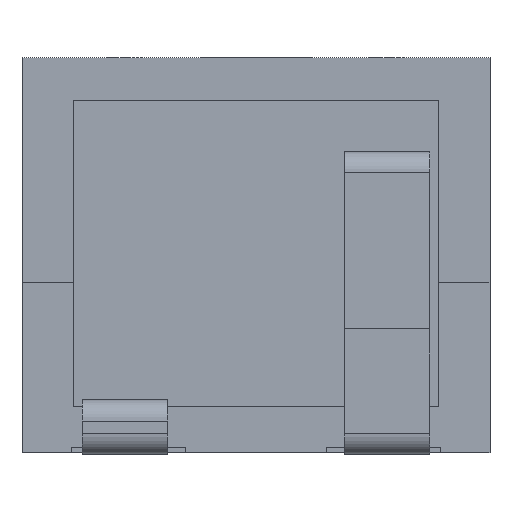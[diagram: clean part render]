
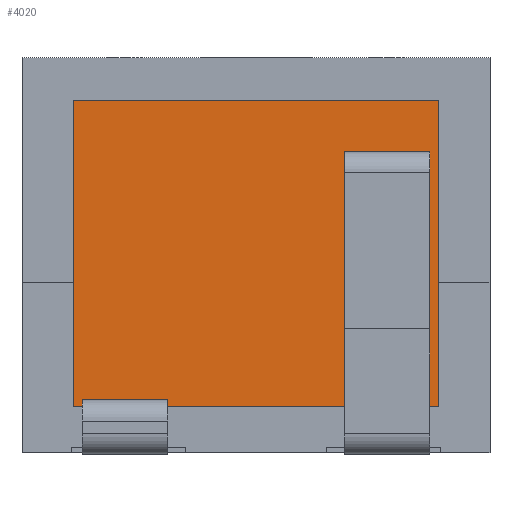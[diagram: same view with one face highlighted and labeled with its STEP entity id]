
A CAD part, left-side view. The second image highlights one B-rep face of the part: STEP entity #4020.
In plain terms, the highlighted planar face has unit normal (-1, 0, 0).
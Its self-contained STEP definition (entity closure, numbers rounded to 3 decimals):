
#1425=ORIENTED_EDGE('',*,*,#2042,.F.);
#1426=ORIENTED_EDGE('',*,*,#2034,.F.);
#1427=ORIENTED_EDGE('',*,*,#2037,.F.);
#1428=ORIENTED_EDGE('',*,*,#2039,.F.);
#1429=ORIENTED_EDGE('',*,*,#2030,.F.);
#1430=ORIENTED_EDGE('',*,*,#2044,.T.);
#1431=ORIENTED_EDGE('',*,*,#2045,.F.);
#1432=ORIENTED_EDGE('',*,*,#2046,.F.);
#1433=ORIENTED_EDGE('',*,*,#2047,.T.);
#1434=ORIENTED_EDGE('',*,*,#2048,.T.);
#1435=ORIENTED_EDGE('',*,*,#2027,.F.);
#1436=ORIENTED_EDGE('',*,*,#2043,.F.);
#2027=EDGE_CURVE('',#2424,#2425,#2780,.T.);
#2030=EDGE_CURVE('',#2426,#2427,#2783,.T.);
#2034=EDGE_CURVE('',#2428,#2429,#2787,.T.);
#2037=EDGE_CURVE('',#2430,#2428,#2790,.T.);
#2039=EDGE_CURVE('',#2431,#2430,#2792,.T.);
#2042=EDGE_CURVE('',#2429,#2431,#2795,.T.);
#2043=EDGE_CURVE('',#2427,#2424,#2796,.T.);
#2044=EDGE_CURVE('',#2426,#2432,#2797,.T.);
#2045=EDGE_CURVE('',#2433,#2432,#2798,.T.);
#2046=EDGE_CURVE('',#2434,#2433,#2799,.T.);
#2047=EDGE_CURVE('',#2434,#2435,#2800,.T.);
#2048=EDGE_CURVE('',#2435,#2425,#2801,.T.);
#2424=VERTEX_POINT('',#14724);
#2425=VERTEX_POINT('',#14725);
#2426=VERTEX_POINT('',#14730);
#2427=VERTEX_POINT('',#14731);
#2428=VERTEX_POINT('',#14737);
#2429=VERTEX_POINT('',#14738);
#2430=VERTEX_POINT('',#14743);
#2431=VERTEX_POINT('',#14747);
#2432=VERTEX_POINT('',#14756);
#2433=VERTEX_POINT('',#14758);
#2434=VERTEX_POINT('',#14760);
#2435=VERTEX_POINT('',#14762);
#2780=LINE('',#14723,#3149);
#2783=LINE('',#14729,#3152);
#2787=LINE('',#14736,#3156);
#2790=LINE('',#14742,#3159);
#2792=LINE('',#14746,#3161);
#2795=LINE('',#14751,#3164);
#2796=LINE('',#14753,#3165);
#2797=LINE('',#14755,#3166);
#2798=LINE('',#14757,#3167);
#2799=LINE('',#14759,#3168);
#2800=LINE('',#14761,#3169);
#2801=LINE('',#14763,#3170);
#3149=VECTOR('',#6192,1000.);
#3152=VECTOR('',#6197,1000.);
#3156=VECTOR('',#6203,1000.);
#3159=VECTOR('',#6208,1000.);
#3161=VECTOR('',#6212,1000.);
#3164=VECTOR('',#6217,1000.);
#3165=VECTOR('',#6220,1000.);
#3166=VECTOR('',#6223,1000.);
#3167=VECTOR('',#6224,1000.);
#3168=VECTOR('',#6225,1000.);
#3169=VECTOR('',#6226,1000.);
#3170=VECTOR('',#6227,1000.);
#3405=EDGE_LOOP('',(#1425,#1426,#1427,#1428));
#3406=EDGE_LOOP('',(#1429,#1430,#1431,#1432,#1433,#1434,#1435,#1436));
#3642=FACE_BOUND('',#3405,.T.);
#3643=FACE_BOUND('',#3406,.T.);
#3808=PLANE('',#5388);
#4020=ADVANCED_FACE('',(#3642,#3643),#3808,.F.);
#5388=AXIS2_PLACEMENT_3D('',#14754,#6221,#6222);
#6192=DIRECTION('',(0.,0.,-1.));
#6197=DIRECTION('',(0.,0.,1.));
#6203=DIRECTION('',(0.,1.,0.));
#6208=DIRECTION('',(0.,0.,1.));
#6212=DIRECTION('',(0.,-1.,0.));
#6217=DIRECTION('',(0.,0.,-1.));
#6220=DIRECTION('',(0.,1.,0.));
#6221=DIRECTION('',(1.,0.,0.));
#6222=DIRECTION('',(0.,1.,0.));
#6223=DIRECTION('',(0.,-1.,0.));
#6224=DIRECTION('',(0.,0.,-1.));
#6225=DIRECTION('',(0.,-1.,0.));
#6226=DIRECTION('',(0.,0.,-1.));
#6227=DIRECTION('',(0.,-1.,0.));
#14723=CARTESIAN_POINT('',(-5.,4.9,8.65));
#14724=CARTESIAN_POINT('',(-5.,4.9,0.2));
#14725=CARTESIAN_POINT('',(-5.,4.9,0.));
#14729=CARTESIAN_POINT('',(-5.,2.5,8.65));
#14730=CARTESIAN_POINT('',(-5.,2.5,0.));
#14731=CARTESIAN_POINT('',(-5.,2.5,0.2));
#14736=CARTESIAN_POINT('',(-5.,5.15,7.2));
#14737=CARTESIAN_POINT('',(-5.,-4.9,7.2));
#14738=CARTESIAN_POINT('',(-5.,-2.5,7.2));
#14742=CARTESIAN_POINT('',(-5.,-4.9,8.65));
#14743=CARTESIAN_POINT('',(-5.,-4.9,7.));
#14746=CARTESIAN_POINT('',(-5.,5.15,7.));
#14747=CARTESIAN_POINT('',(-5.,-2.5,7.));
#14751=CARTESIAN_POINT('',(-5.,-2.5,8.65));
#14753=CARTESIAN_POINT('',(-5.,5.15,0.2));
#14754=CARTESIAN_POINT('',(-5.,5.15,8.65));
#14755=CARTESIAN_POINT('',(-5.,5.15,0.));
#14756=CARTESIAN_POINT('',(-5.,-5.15,0.));
#14757=CARTESIAN_POINT('',(-5.,-5.15,8.65));
#14758=CARTESIAN_POINT('',(-5.,-5.15,8.65));
#14759=CARTESIAN_POINT('',(-5.,5.15,8.65));
#14760=CARTESIAN_POINT('',(-5.,5.15,8.65));
#14761=CARTESIAN_POINT('',(-5.,5.15,8.65));
#14762=CARTESIAN_POINT('',(-5.,5.15,0.));
#14763=CARTESIAN_POINT('',(-5.,5.15,0.));
